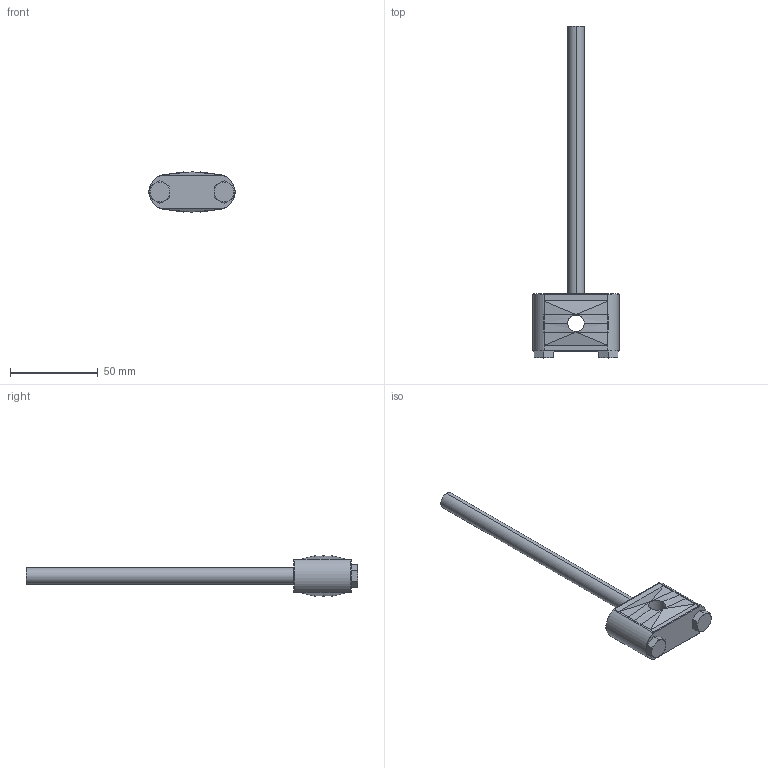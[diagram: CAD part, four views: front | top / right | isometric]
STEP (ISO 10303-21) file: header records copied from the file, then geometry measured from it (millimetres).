
FILE_DESCRIPTION (( 'STEP AP214' ), '1' );
FILE_NAME ('CSDW6R0.38P304ZP.STEP', '2023-06-02T12:44:14', ( '' ), ( '' ), 'SwSTEP 2.0', 'SolidWorks 2018', '' );
FILE_SCHEMA (( 'AUTOMOTIVE_DESIGN' ));
Length unit declared in the file: inch
Products named in the file (1): CSDW6R0.38P304ZP
Bounding box: 48.95 x 188.82 x 22.86 mm (x, y, z)
Volume: 39761.1 mm3; surface area: 11053 mm2
Topology: 1 solids, 1 shells, 105 faces, 244 edges, 140 vertices
Faces by surface type: plane 43, cylinder 18, bspline 16, cone 14, torus 14
Entity records: 3502 total; most frequent: CARTESIAN_POINT 1264, ORIENTED_EDGE 488, DIRECTION 414, EDGE_CURVE 244, AXIS2_PLACEMENT_3D 156, VERTEX_POINT 140, EDGE_LOOP 106, FACE_OUTER_BOUND 105
